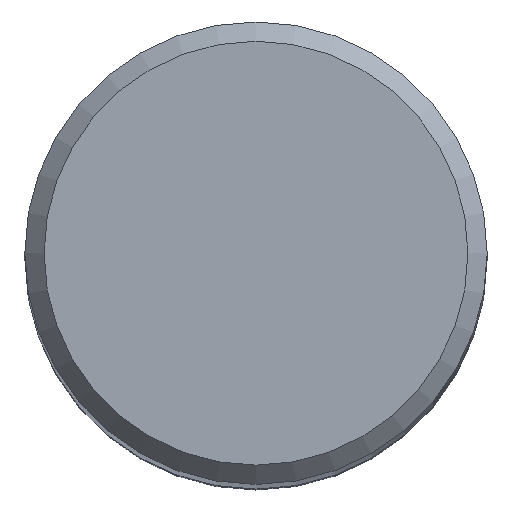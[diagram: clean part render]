
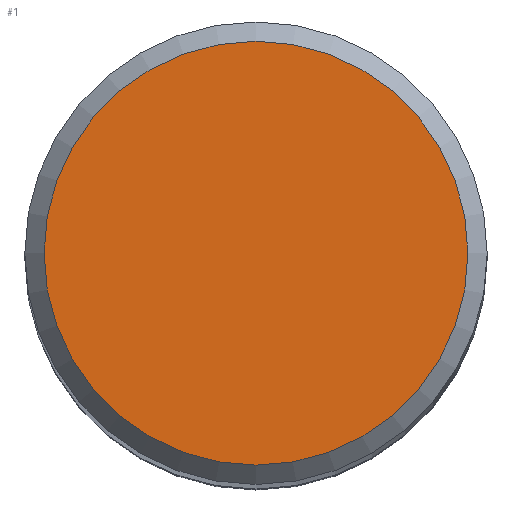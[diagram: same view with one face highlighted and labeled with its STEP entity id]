
A CAD part, top view. The second image highlights one B-rep face of the part: STEP entity #1.
In plain terms, the highlighted planar face has unit normal (0, 0, 1).
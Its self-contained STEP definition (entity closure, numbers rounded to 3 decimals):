
#1 = ADVANCED_FACE ( 'NONE', ( #28 ), #192, .F. ) ;
#4 = EDGE_LOOP ( 'NONE', ( #136 ) ) ;
#14 = DIRECTION ( 'NONE',  ( 0., 0., -1. ) ) ;
#28 = FACE_OUTER_BOUND ( 'NONE', #4, .T. ) ;
#49 = DIRECTION ( 'NONE',  ( 0., 0., -1. ) ) ;
#58 = AXIS2_PLACEMENT_3D ( 'NONE', #133, #49, #135 ) ;
#77 = AXIS2_PLACEMENT_3D ( 'NONE', #202, #14, #103 ) ;
#103 = DIRECTION ( 'NONE',  ( 0., 1., 0. ) ) ;
#107 = VERTEX_POINT ( 'NONE', #185 ) ;
#116 = CIRCLE ( 'NONE', #77, 5.5 ) ;
#133 = CARTESIAN_POINT ( 'NONE',  ( 0., 0., 83. ) ) ;
#135 = DIRECTION ( 'NONE',  ( 0., 1., 0. ) ) ;
#136 = ORIENTED_EDGE ( 'NONE', *, *, #190, .F. ) ;
#185 = CARTESIAN_POINT ( 'NONE',  ( 0., 5.5, 83. ) ) ;
#190 = EDGE_CURVE ( 'NONE', #107, #107, #116, .T. ) ;
#192 = PLANE ( 'NONE',  #58 ) ;
#202 = CARTESIAN_POINT ( 'NONE',  ( 0., 0., 83. ) ) ;
